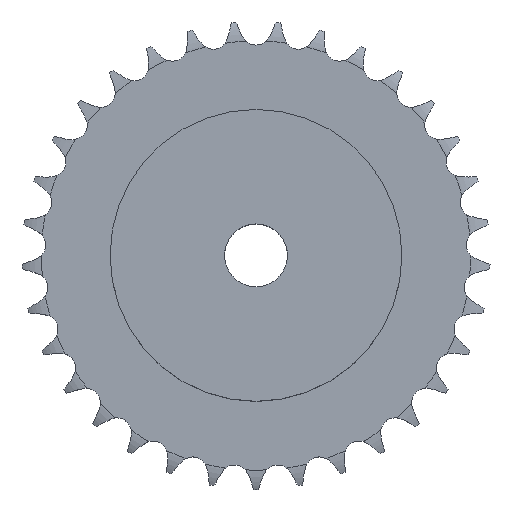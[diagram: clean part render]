
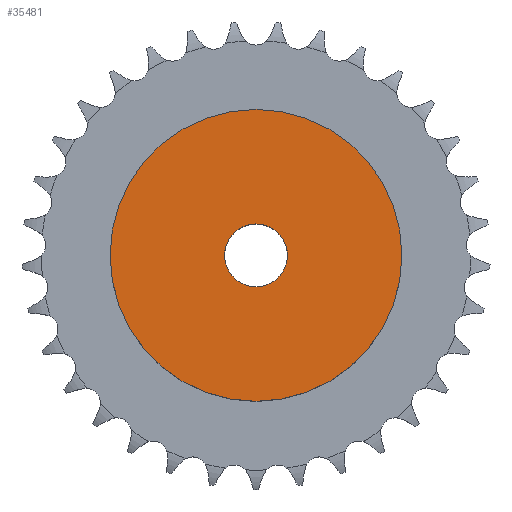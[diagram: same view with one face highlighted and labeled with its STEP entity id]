
A CAD part, top view. The second image highlights one B-rep face of the part: STEP entity #35481.
In plain terms, the highlighted planar face has unit normal (0, 0, 1).
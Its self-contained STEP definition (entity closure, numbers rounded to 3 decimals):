
#4197 = CYLINDRICAL_SURFACE('',#4198,32.5);
#4198 = AXIS2_PLACEMENT_3D('',#4199,#4200,#4201);
#4199 = CARTESIAN_POINT('',(0.,0.,0.));
#4200 = DIRECTION('',(-0.,-0.,-1.));
#4201 = DIRECTION('',(1.,0.,0.));
#22438 = VERTEX_POINT('',#22439);
#22439 = CARTESIAN_POINT('',(32.5,0.,30.));
#22460 = EDGE_CURVE('',#22438,#22438,#22461,.T.);
#22461 = SURFACE_CURVE('',#22462,(#22467,#22474),.PCURVE_S1.);
#22462 = CIRCLE('',#22463,32.5);
#22463 = AXIS2_PLACEMENT_3D('',#22464,#22465,#22466);
#22464 = CARTESIAN_POINT('',(0.,0.,30.));
#22465 = DIRECTION('',(0.,0.,1.));
#22466 = DIRECTION('',(1.,0.,0.));
#22467 = PCURVE('',#4197,#22468);
#22468 = DEFINITIONAL_REPRESENTATION('',(#22469),#22473);
#22469 = LINE('',#22470,#22471);
#22470 = CARTESIAN_POINT('',(-0.,-30.));
#22471 = VECTOR('',#22472,1.);
#22472 = DIRECTION('',(-1.,0.));
#22473 = ( GEOMETRIC_REPRESENTATION_CONTEXT(2) 
PARAMETRIC_REPRESENTATION_CONTEXT() REPRESENTATION_CONTEXT('2D SPACE',''
  ) );
#22474 = PCURVE('',#22475,#22480);
#22475 = PLANE('',#22476);
#22476 = AXIS2_PLACEMENT_3D('',#22477,#22478,#22479);
#22477 = CARTESIAN_POINT('',(0.,0.,30.)
  );
#22478 = DIRECTION('',(0.,0.,1.));
#22479 = DIRECTION('',(1.,0.,0.));
#22480 = DEFINITIONAL_REPRESENTATION('',(#22481),#22485);
#22481 = CIRCLE('',#22482,32.5);
#22482 = AXIS2_PLACEMENT_2D('',#22483,#22484);
#22483 = CARTESIAN_POINT('',(0.,0.));
#22484 = DIRECTION('',(1.,0.));
#22485 = ( GEOMETRIC_REPRESENTATION_CONTEXT(2) 
PARAMETRIC_REPRESENTATION_CONTEXT() REPRESENTATION_CONTEXT('2D SPACE',''
  ) );
#30062 = CYLINDRICAL_SURFACE('',#30063,7.);
#30063 = AXIS2_PLACEMENT_3D('',#30064,#30065,#30066);
#30064 = CARTESIAN_POINT('',(0.,0.,159.852));
#30065 = DIRECTION('',(0.,0.,1.));
#30066 = DIRECTION('',(1.,0.,0.));
#35481 = ADVANCED_FACE('',(#35482,#35485),#22475,.T.);
#35482 = FACE_BOUND('',#35483,.T.);
#35483 = EDGE_LOOP('',(#35484));
#35484 = ORIENTED_EDGE('',*,*,#22460,.T.);
#35485 = FACE_BOUND('',#35486,.T.);
#35486 = EDGE_LOOP('',(#35487));
#35487 = ORIENTED_EDGE('',*,*,#35488,.F.);
#35488 = EDGE_CURVE('',#35489,#35489,#35491,.T.);
#35489 = VERTEX_POINT('',#35490);
#35490 = CARTESIAN_POINT('',(7.,0.,30.));
#35491 = SURFACE_CURVE('',#35492,(#35497,#35504),.PCURVE_S1.);
#35492 = CIRCLE('',#35493,7.);
#35493 = AXIS2_PLACEMENT_3D('',#35494,#35495,#35496);
#35494 = CARTESIAN_POINT('',(0.,0.,30.));
#35495 = DIRECTION('',(0.,0.,1.));
#35496 = DIRECTION('',(1.,0.,0.));
#35497 = PCURVE('',#22475,#35498);
#35498 = DEFINITIONAL_REPRESENTATION('',(#35499),#35503);
#35499 = CIRCLE('',#35500,7.);
#35500 = AXIS2_PLACEMENT_2D('',#35501,#35502);
#35501 = CARTESIAN_POINT('',(0.,0.));
#35502 = DIRECTION('',(1.,0.));
#35503 = ( GEOMETRIC_REPRESENTATION_CONTEXT(2) 
PARAMETRIC_REPRESENTATION_CONTEXT() REPRESENTATION_CONTEXT('2D SPACE',''
  ) );
#35504 = PCURVE('',#30062,#35505);
#35505 = DEFINITIONAL_REPRESENTATION('',(#35506),#35510);
#35506 = LINE('',#35507,#35508);
#35507 = CARTESIAN_POINT('',(0.,-129.852));
#35508 = VECTOR('',#35509,1.);
#35509 = DIRECTION('',(1.,0.));
#35510 = ( GEOMETRIC_REPRESENTATION_CONTEXT(2) 
PARAMETRIC_REPRESENTATION_CONTEXT() REPRESENTATION_CONTEXT('2D SPACE',''
  ) );
